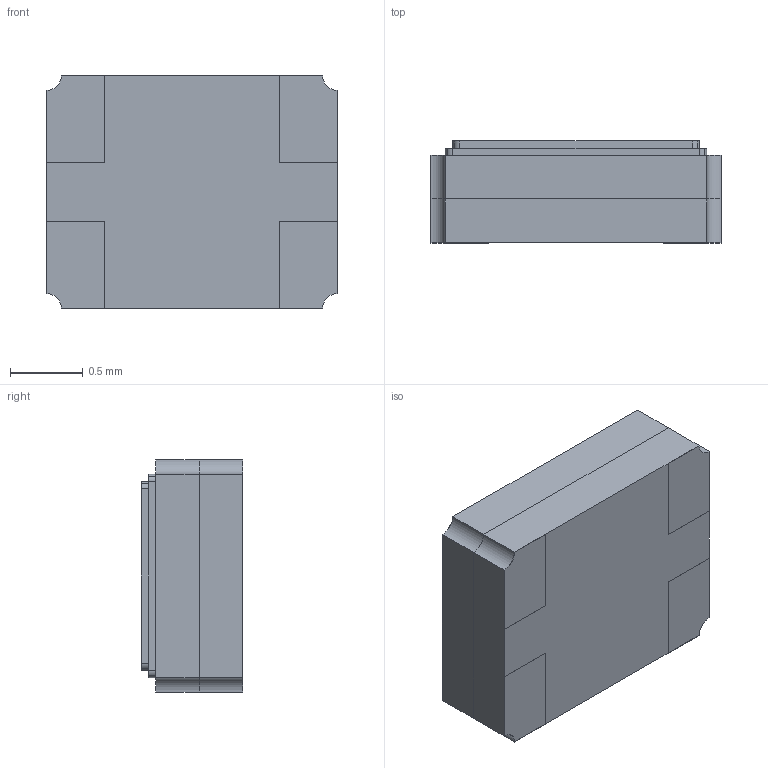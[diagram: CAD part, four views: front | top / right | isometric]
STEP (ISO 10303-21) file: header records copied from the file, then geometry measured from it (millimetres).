
FILE_DESCRIPTION (( 'STEP AP214' ), '1' );
FILE_NAME ('User Library-NT2016SA-END4910A-48MHZ Crystal (NDK).STEP', '2023-02-02T22:22:24', ( '' ), ( '' ), 'SwSTEP 2.0', 'SolidWorks 2022', '' );
FILE_SCHEMA (( 'AUTOMOTIVE_DESIGN' ));
Length unit declared in the file: millimetre
Products named in the file (1): User Library-NT2016SA-END4910A-48MHZ Crystal (NDK)
Bounding box: 2 x 0.7 x 1.6 mm (x, y, z)
Volume: 2.1 mm3; surface area: 19.4 mm2
Topology: 6 solids, 6 shells, 79 faces, 190 edges, 126 vertices
Faces by surface type: plane 47, cylinder 28, torus 4
Entity records: 2734 total; most frequent: DIRECTION 416, CARTESIAN_POINT 396, ORIENTED_EDGE 380, EDGE_CURVE 190, AXIS2_PLACEMENT_3D 146, VERTEX_POINT 126, LINE 124, VECTOR 124
